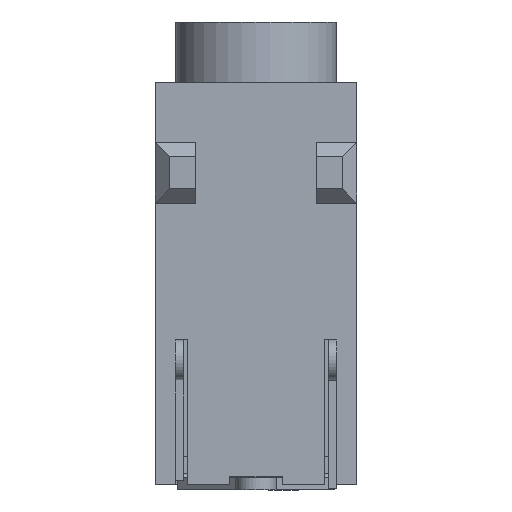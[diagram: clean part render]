
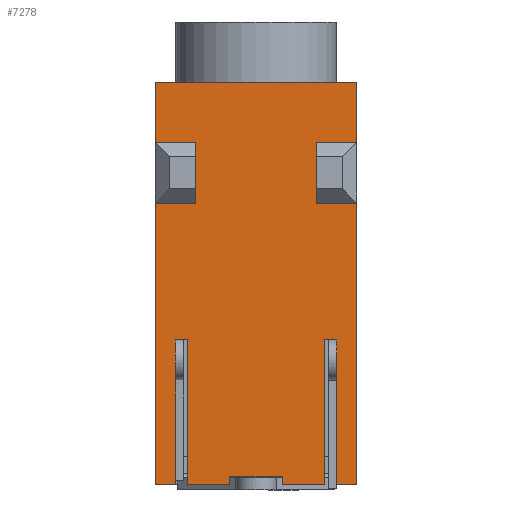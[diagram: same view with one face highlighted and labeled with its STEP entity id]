
A CAD part, front view. The second image highlights one B-rep face of the part: STEP entity #7278.
In plain terms, the highlighted planar face has unit normal (0, -1, 0).
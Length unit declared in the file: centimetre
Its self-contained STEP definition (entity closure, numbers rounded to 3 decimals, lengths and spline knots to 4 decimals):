
#399=VERTEX_POINT('',#9451);
#400=VERTEX_POINT('',#9452);
#407=VERTEX_POINT('',#9467);
#408=VERTEX_POINT('',#9468);
#440=VERTEX_POINT('',#9537);
#693=VERTEX_POINT('',#11356);
#694=VERTEX_POINT('',#11357);
#818=VERTEX_POINT('',#11698);
#828=VERTEX_POINT('',#11742);
#829=VERTEX_POINT('',#11743);
#867=VERTEX_POINT('',#11855);
#914=VERTEX_POINT('',#11970);
#918=VERTEX_POINT('',#11980);
#919=VERTEX_POINT('',#11982);
#982=VERTEX_POINT('',#12156);
#983=VERTEX_POINT('',#12158);
#984=VERTEX_POINT('',#12162);
#985=VERTEX_POINT('',#12166);
#986=VERTEX_POINT('',#12170);
#987=VERTEX_POINT('',#12172);
#988=VERTEX_POINT('',#12176);
#989=VERTEX_POINT('',#12180);
#1060=VERTEX_POINT('',#12415);
#1063=VERTEX_POINT('',#12420);
#1087=VERTEX_POINT('',#12496);
#1088=VERTEX_POINT('',#12501);
#1089=VERTEX_POINT('',#12503);
#1090=VERTEX_POINT('',#12508);
#1091=VERTEX_POINT('',#12514);
#1092=VERTEX_POINT('',#12518);
#1093=VERTEX_POINT('',#12524);
#1094=VERTEX_POINT('',#12526);
#1111=VECTOR('',#7815,1.);
#1118=VECTOR('',#7823,1.);
#1145=VECTOR('',#7869,1.);
#1189=VECTOR('',#7947,1.);
#1432=VECTOR('',#8528,1.);
#1547=VECTOR('',#8817,1.);
#1566=VECTOR('',#8860,1.);
#1590=VECTOR('',#8900,1.);
#1622=VECTOR('',#8938,1.);
#1672=VECTOR('',#9011,1.);
#1678=VECTOR('',#9018,1.);
#1691=VECTOR('',#9035,1.);
#1756=VECTOR('',#9141,1.);
#1759=VECTOR('',#9145,1.);
#1761=VECTOR('',#9148,1.);
#1763=VECTOR('',#9151,1.);
#1766=VECTOR('',#9155,1.);
#1768=VECTOR('',#9158,1.);
#1926=VECTOR('',#9379,1.);
#1929=VECTOR('',#9383,1.);
#1930=VECTOR('',#9385,1.);
#1934=VECTOR('',#9392,1.);
#1936=VECTOR('',#9395,1.);
#1937=VECTOR('',#9397,1.);
#1938=VECTOR('',#9399,1.);
#1939=VECTOR('',#9400,1.);
#1940=VECTOR('',#9401,1.);
#1960=LINE('',#9450,#1111);
#1967=LINE('',#9466,#1118);
#1994=LINE('',#9538,#1145);
#2038=LINE('',#9643,#1189);
#2281=LINE('',#11355,#1432);
#2396=LINE('',#11697,#1547);
#2415=LINE('',#11741,#1566);
#2439=LINE('',#11789,#1590);
#2471=LINE('',#11854,#1622);
#2521=LINE('',#11969,#1672);
#2527=LINE('',#11981,#1678);
#2540=LINE('',#12007,#1691);
#2605=LINE('',#12157,#1756);
#2608=LINE('',#12163,#1759);
#2610=LINE('',#12167,#1761);
#2612=LINE('',#12171,#1763);
#2615=LINE('',#12177,#1766);
#2617=LINE('',#12181,#1768);
#2775=LINE('',#12498,#1926);
#2778=LINE('',#12504,#1929);
#2779=LINE('',#12506,#1930);
#2783=LINE('',#12515,#1934);
#2785=LINE('',#12519,#1936);
#2786=LINE('',#12521,#1937);
#2787=LINE('',#12523,#1938);
#2788=LINE('',#12525,#1939);
#2789=LINE('',#12527,#1940);
#2810=EDGE_CURVE('',#399,#400,#1960,.T.);
#2818=EDGE_CURVE('',#407,#408,#1967,.T.);
#2854=EDGE_CURVE('',#400,#440,#1994,.T.);
#2911=EDGE_CURVE('',#408,#399,#2038,.T.);
#3249=EDGE_CURVE('',#693,#694,#2281,.T.);
#3421=EDGE_CURVE('',#818,#693,#2396,.T.);
#3446=EDGE_CURVE('',#828,#829,#2415,.T.);
#3472=EDGE_CURVE('',#694,#828,#2439,.T.);
#3508=EDGE_CURVE('',#867,#407,#2471,.T.);
#3575=EDGE_CURVE('',#914,#818,#2521,.T.);
#3581=EDGE_CURVE('',#919,#918,#2527,.T.);
#3595=EDGE_CURVE('',#829,#919,#2540,.T.);
#3676=EDGE_CURVE('',#983,#982,#2605,.T.);
#3679=EDGE_CURVE('',#982,#984,#2608,.T.);
#3681=EDGE_CURVE('',#984,#985,#2610,.T.);
#3683=EDGE_CURVE('',#987,#986,#2612,.T.);
#3686=EDGE_CURVE('',#986,#988,#2615,.T.);
#3688=EDGE_CURVE('',#988,#989,#2617,.T.);
#3820=EDGE_CURVE('',#1060,#1063,#2527,.T.);
#3869=EDGE_CURVE('',#1087,#867,#2527,.T.);
#3871=EDGE_CURVE('',#1063,#914,#2775,.T.);
#3874=EDGE_CURVE('',#1088,#1089,#2778,.T.);
#3875=EDGE_CURVE('',#440,#1088,#2779,.T.);
#3877=EDGE_CURVE('',#1089,#1090,#2527,.T.);
#3880=EDGE_CURVE('',#1091,#1060,#2783,.T.);
#3882=EDGE_CURVE('',#1090,#1092,#2785,.T.);
#3883=EDGE_CURVE('',#1092,#1091,#2786,.T.);
#3884=EDGE_CURVE('',#987,#918,#2787,.T.);
#3885=EDGE_CURVE('',#1093,#989,#2787,.T.);
#3886=EDGE_CURVE('',#1094,#1093,#2788,.T.);
#3887=EDGE_CURVE('',#1094,#983,#2789,.T.);
#3888=EDGE_CURVE('',#985,#1087,#2789,.T.);
#5991=ORIENTED_EDGE('',*,*,#2854,.T.);
#5992=ORIENTED_EDGE('',*,*,#3875,.T.);
#5993=ORIENTED_EDGE('',*,*,#3874,.T.);
#5994=ORIENTED_EDGE('',*,*,#3877,.T.);
#5995=ORIENTED_EDGE('',*,*,#3882,.T.);
#5996=ORIENTED_EDGE('',*,*,#3883,.T.);
#5997=ORIENTED_EDGE('',*,*,#3880,.T.);
#5998=ORIENTED_EDGE('',*,*,#3820,.T.);
#5999=ORIENTED_EDGE('',*,*,#3871,.T.);
#6000=ORIENTED_EDGE('',*,*,#3575,.T.);
#6001=ORIENTED_EDGE('',*,*,#3421,.T.);
#6002=ORIENTED_EDGE('',*,*,#3249,.T.);
#6003=ORIENTED_EDGE('',*,*,#3472,.T.);
#6004=ORIENTED_EDGE('',*,*,#3446,.T.);
#6005=ORIENTED_EDGE('',*,*,#3595,.T.);
#6006=ORIENTED_EDGE('',*,*,#3581,.T.);
#6007=ORIENTED_EDGE('',*,*,#3884,.F.);
#6008=ORIENTED_EDGE('',*,*,#3683,.T.);
#6009=ORIENTED_EDGE('',*,*,#3686,.T.);
#6010=ORIENTED_EDGE('',*,*,#3688,.T.);
#6011=ORIENTED_EDGE('',*,*,#3885,.F.);
#6012=ORIENTED_EDGE('',*,*,#3886,.F.);
#6013=ORIENTED_EDGE('',*,*,#3887,.T.);
#6014=ORIENTED_EDGE('',*,*,#3676,.T.);
#6015=ORIENTED_EDGE('',*,*,#3679,.T.);
#6016=ORIENTED_EDGE('',*,*,#3681,.T.);
#6017=ORIENTED_EDGE('',*,*,#3888,.T.);
#6018=ORIENTED_EDGE('',*,*,#3869,.T.);
#6019=ORIENTED_EDGE('',*,*,#3508,.T.);
#6020=ORIENTED_EDGE('',*,*,#2818,.T.);
#6021=ORIENTED_EDGE('',*,*,#2911,.T.);
#6022=ORIENTED_EDGE('',*,*,#2810,.T.);
#6482=EDGE_LOOP('',(#5991,#5992,#5993,#5994,#5995,#5996,#5997,#5998,#5999,
#6000,#6001,#6002,#6003,#6004,#6005,#6006,#6007,#6008,#6009,#6010,#6011,
#6012,#6013,#6014,#6015,#6016,#6017,#6018,#6019,#6020,#6021,#6022));
#6886=FACE_BOUND('',#6482,.T.);
#7278=ADVANCED_FACE('',(#6886),#12770,.T.);
#7786=AXIS2_PLACEMENT_3D('',#12522,#9398,$);
#7815=DIRECTION('',(1.,0.,0.));
#7823=DIRECTION('',(-1.,0.,0.));
#7869=DIRECTION('',(0.,0.,-1.));
#7947=DIRECTION('',(0.,0.,1.));
#8528=DIRECTION('',(1.,0.,0.));
#8817=DIRECTION('',(0.,0.,1.));
#8860=DIRECTION('',(-1.,0.,0.));
#8900=DIRECTION('',(0.,0.,-1.));
#8938=DIRECTION('',(0.,0.,1.));
#9011=DIRECTION('',(1.,0.,0.));
#9018=DIRECTION('',(1.,0.,0.));
#9035=DIRECTION('',(0.,0.,-1.));
#9141=DIRECTION('',(1.,0.,0.));
#9145=DIRECTION('',(0.,0.,-1.));
#9148=DIRECTION('',(-1.,0.,0.));
#9151=DIRECTION('',(-1.,0.,0.));
#9155=DIRECTION('',(0.,0.,1.));
#9158=DIRECTION('',(1.,0.,0.));
#9379=DIRECTION('',(0.,0.,1.));
#9383=DIRECTION('',(0.,0.,-1.));
#9385=DIRECTION('',(1.,0.,0.));
#9392=DIRECTION('',(0.,0.,-1.));
#9395=DIRECTION('',(0.,0.,1.));
#9397=DIRECTION('',(1.,0.,0.));
#9398=DIRECTION('',(0.,-1.,0.));
#9399=DIRECTION('',(0.,0.,-1.));
#9400=DIRECTION('',(1.,0.,0.));
#9401=DIRECTION('',(0.,0.,-1.));
#9450=CARTESIAN_POINT('',(-0.1003,-0.225,-0.6395));
#9451=CARTESIAN_POINT('',(-0.2006,-0.225,-0.6395));
#9452=CARTESIAN_POINT('',(-0.1806,-0.225,-0.6395));
#9466=CARTESIAN_POINT('',(-0.1003,-0.225,-0.7395));
#9467=CARTESIAN_POINT('',(-0.2,-0.225,-0.7395));
#9468=CARTESIAN_POINT('',(-0.2006,-0.225,-0.7395));
#9537=CARTESIAN_POINT('',(-0.1806,-0.225,-0.64));
#9538=CARTESIAN_POINT('',(-0.1806,-0.225,-0.3618));
#9643=CARTESIAN_POINT('',(-0.2006,-0.225,-0.3618));
#11355=CARTESIAN_POINT('',(0.1003,-0.225,-0.64));
#11356=CARTESIAN_POINT('',(0.1805,-0.225,-0.64));
#11357=CARTESIAN_POINT('',(0.2005,-0.225,-0.64));
#11697=CARTESIAN_POINT('',(0.1805,-0.225,-0.3574));
#11698=CARTESIAN_POINT('',(0.1805,-0.225,-0.64));
#11741=CARTESIAN_POINT('',(0.1003,-0.225,-0.74));
#11742=CARTESIAN_POINT('',(0.2005,-0.225,-0.74));
#11743=CARTESIAN_POINT('',(0.2,-0.225,-0.74));
#11789=CARTESIAN_POINT('',(0.2005,-0.225,-0.3574));
#11854=CARTESIAN_POINT('',(-0.2,-0.225,-0.5));
#11855=CARTESIAN_POINT('',(-0.2,-0.225,-1.));
#11969=CARTESIAN_POINT('',(0.0925,-0.225,-0.64));
#11970=CARTESIAN_POINT('',(0.17,-0.225,-0.64));
#11980=CARTESIAN_POINT('',(0.25,-0.225,-1.));
#11981=CARTESIAN_POINT('',(-0.25,-0.225,-1.));
#11982=CARTESIAN_POINT('',(0.2,-0.225,-1.));
#12007=CARTESIAN_POINT('',(0.2,-0.225,-0.5));
#12156=CARTESIAN_POINT('',(-0.15,-0.225,-0.15));
#12157=CARTESIAN_POINT('',(-0.1,-0.225,-0.15));
#12158=CARTESIAN_POINT('',(-0.25,-0.225,-0.15));
#12162=CARTESIAN_POINT('',(-0.15,-0.225,-0.3));
#12163=CARTESIAN_POINT('',(-0.15,-0.225,-0.1125));
#12166=CARTESIAN_POINT('',(-0.25,-0.225,-0.3));
#12167=CARTESIAN_POINT('',(-0.1,-0.225,-0.3));
#12170=CARTESIAN_POINT('',(0.15,-0.225,-0.3));
#12171=CARTESIAN_POINT('',(0.1,-0.225,-0.3));
#12172=CARTESIAN_POINT('',(0.25,-0.225,-0.3));
#12176=CARTESIAN_POINT('',(0.15,-0.225,-0.15));
#12177=CARTESIAN_POINT('',(0.15,-0.225,-0.1125));
#12180=CARTESIAN_POINT('',(0.25,-0.225,-0.15));
#12181=CARTESIAN_POINT('',(0.1,-0.225,-0.15));
#12415=CARTESIAN_POINT('',(0.065,-0.225,-1.));
#12420=CARTESIAN_POINT('',(0.17,-0.225,-1.));
#12496=CARTESIAN_POINT('',(-0.25,-0.225,-1.));
#12498=CARTESIAN_POINT('',(0.17,-0.225,-0.5));
#12501=CARTESIAN_POINT('',(-0.17,-0.225,-0.64));
#12503=CARTESIAN_POINT('',(-0.17,-0.225,-1.));
#12504=CARTESIAN_POINT('',(-0.17,-0.225,-0.5));
#12506=CARTESIAN_POINT('',(-0.0925,-0.225,-0.64));
#12508=CARTESIAN_POINT('',(-0.065,-0.225,-1.));
#12514=CARTESIAN_POINT('',(0.065,-0.225,-0.98));
#12515=CARTESIAN_POINT('',(0.065,-0.225,-0.5));
#12518=CARTESIAN_POINT('',(-0.065,-0.225,-0.98));
#12519=CARTESIAN_POINT('',(-0.065,-0.225,-0.5));
#12521=CARTESIAN_POINT('',(0.,-0.225,-0.98));
#12522=CARTESIAN_POINT('',(0.,-0.225,0.));
#12523=CARTESIAN_POINT('',(0.25,-0.225,0.));
#12524=CARTESIAN_POINT('',(0.25,-0.225,0.));
#12525=CARTESIAN_POINT('',(-0.25,-0.225,0.));
#12526=CARTESIAN_POINT('',(-0.25,-0.225,0.));
#12527=CARTESIAN_POINT('',(-0.25,-0.225,0.));
#12770=PLANE('',#7786);
